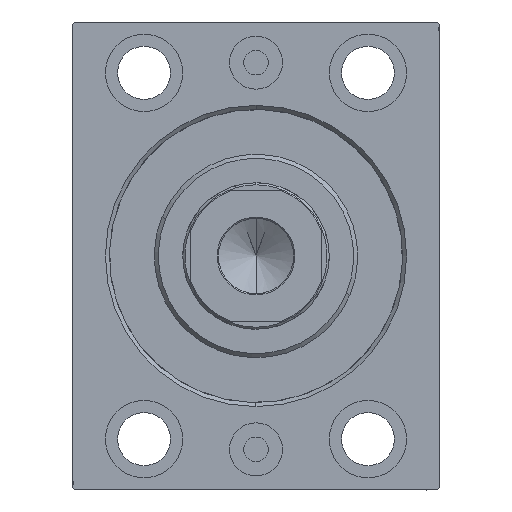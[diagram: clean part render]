
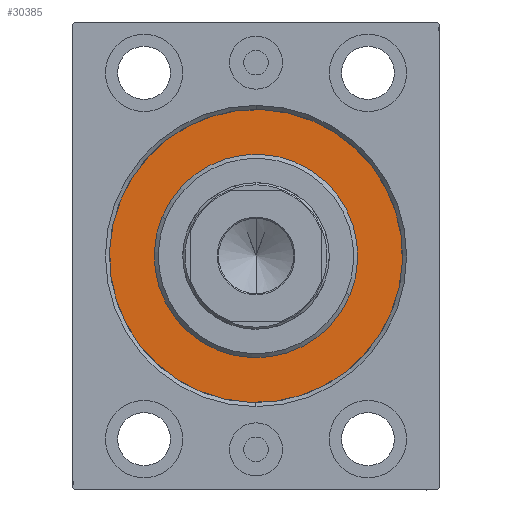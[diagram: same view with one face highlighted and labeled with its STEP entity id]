
A CAD part, left-side view. The second image highlights one B-rep face of the part: STEP entity #30385.
In plain terms, the highlighted face is planar.
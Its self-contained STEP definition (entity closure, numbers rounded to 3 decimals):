
#785 = CARTESIAN_POINT ( 'NONE',  ( 0., 0., 0. ) ) ;
#1063 = CARTESIAN_POINT ( 'NONE',  ( 0., 0., 0. ) ) ;
#1924 = EDGE_CURVE ( 'NONE', #5924, #26937, #13822, .T. ) ;
#3790 = EDGE_LOOP ( 'NONE', ( #32129, #10238 ) ) ;
#5861 = AXIS2_PLACEMENT_3D ( 'NONE', #36430, #13196, #26684 ) ;
#5924 = VERTEX_POINT ( 'NONE', #11911 ) ;
#5970 = VERTEX_POINT ( 'NONE', #14576 ) ;
#7244 = DIRECTION ( 'NONE',  ( 0., 0., 1. ) ) ;
#7707 = EDGE_CURVE ( 'NONE', #11694, #5970, #37162, .T. ) ;
#9544 = ORIENTED_EDGE ( 'NONE', *, *, #38948, .F. ) ;
#9947 = CIRCLE ( 'NONE', #28335, 25. ) ;
#10238 = ORIENTED_EDGE ( 'NONE', *, *, #1924, .F. ) ;
#11071 = DIRECTION ( 'NONE',  ( -1., 0., 0. ) ) ;
#11694 = VERTEX_POINT ( 'NONE', #42497 ) ;
#11911 = CARTESIAN_POINT ( 'NONE',  ( 0., 0., 36. ) ) ;
#13196 = DIRECTION ( 'NONE',  ( -1., 0., 0. ) ) ;
#13822 = CIRCLE ( 'NONE', #28661, 36. ) ;
#14381 = PLANE ( 'NONE',  #15817 ) ;
#14576 = CARTESIAN_POINT ( 'NONE',  ( 0., 0., 25. ) ) ;
#15019 = CIRCLE ( 'NONE', #5861, 36. ) ;
#15817 = AXIS2_PLACEMENT_3D ( 'NONE', #41348, #11071, #7244 ) ;
#19072 = EDGE_LOOP ( 'NONE', ( #9544, #33736 ) ) ;
#20900 = DIRECTION ( 'NONE',  ( -1., 0., 0. ) ) ;
#26684 = DIRECTION ( 'NONE',  ( 0., 0., 1. ) ) ;
#26937 = VERTEX_POINT ( 'NONE', #35971 ) ;
#26968 = CARTESIAN_POINT ( 'NONE',  ( 0., 0., 0. ) ) ;
#28335 = AXIS2_PLACEMENT_3D ( 'NONE', #1063, #41304, #41088 ) ;
#28661 = AXIS2_PLACEMENT_3D ( 'NONE', #785, #20900, #31735 ) ;
#30276 = DIRECTION ( 'NONE',  ( 1., 0., 0. ) ) ;
#30385 = ADVANCED_FACE ( 'NONE', ( #37819, #31177 ), #14381, .F. ) ;
#31177 = FACE_OUTER_BOUND ( 'NONE', #3790, .T. ) ;
#31735 = DIRECTION ( 'NONE',  ( 0., 0., 1. ) ) ;
#32129 = ORIENTED_EDGE ( 'NONE', *, *, #43513, .F. ) ;
#33736 = ORIENTED_EDGE ( 'NONE', *, *, #7707, .F. ) ;
#34374 = AXIS2_PLACEMENT_3D ( 'NONE', #26968, #30276, #43775 ) ;
#35971 = CARTESIAN_POINT ( 'NONE',  ( 0., 0., -36. ) ) ;
#36430 = CARTESIAN_POINT ( 'NONE',  ( 0., 0., 0. ) ) ;
#37162 = CIRCLE ( 'NONE', #34374, 25. ) ;
#37819 = FACE_BOUND ( 'NONE', #19072, .T. ) ;
#38948 = EDGE_CURVE ( 'NONE', #5970, #11694, #9947, .T. ) ;
#41088 = DIRECTION ( 'NONE',  ( 0., 0., -1. ) ) ;
#41304 = DIRECTION ( 'NONE',  ( 1., 0., 0. ) ) ;
#41348 = CARTESIAN_POINT ( 'NONE',  ( 0., 0., 0. ) ) ;
#42497 = CARTESIAN_POINT ( 'NONE',  ( 0., 0., -25. ) ) ;
#43513 = EDGE_CURVE ( 'NONE', #26937, #5924, #15019, .T. ) ;
#43775 = DIRECTION ( 'NONE',  ( 0., 0., -1. ) ) ;
